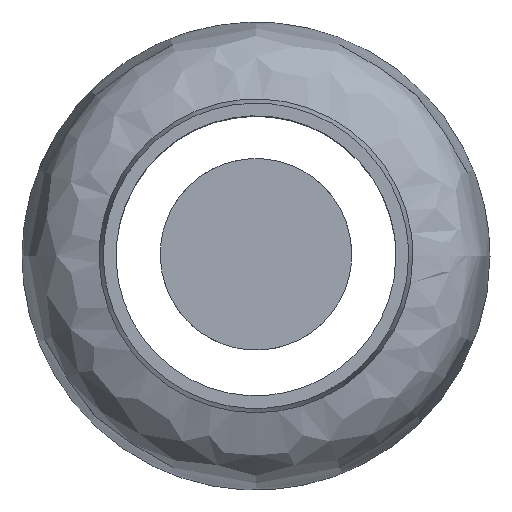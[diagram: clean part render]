
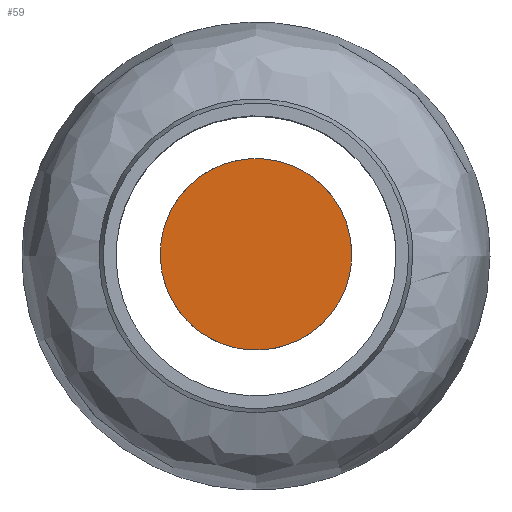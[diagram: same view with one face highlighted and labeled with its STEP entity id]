
A CAD part, top view. The second image highlights one B-rep face of the part: STEP entity #59.
In plain terms, the highlighted planar face has unit normal (0, 0, 1).
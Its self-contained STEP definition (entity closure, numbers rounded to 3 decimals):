
#59=ADVANCED_FACE('',(#78),#248,.T.);
#78=FACE_OUTER_BOUND('',#97,.T.);
#97=EDGE_LOOP('',(#119));
#119=ORIENTED_EDGE('',*,*,#179,.T.);
#179=EDGE_CURVE('',#231,#231,#211,.T.);
#211=(
BOUNDED_CURVE()
B_SPLINE_CURVE(2,(#351,#352,#353,#354,#355,#356,#357,#358,#359),
 .UNSPECIFIED.,.T.,.F.)
B_SPLINE_CURVE_WITH_KNOTS((3,2,2,2,3),(0.,3.534,7.069,
10.603,14.137),.UNSPECIFIED.)
CURVE()
GEOMETRIC_REPRESENTATION_ITEM()
RATIONAL_B_SPLINE_CURVE((1.,0.707,1.,0.707,1.,0.707,
1.,0.707,1.))
REPRESENTATION_ITEM('')
);
#231=VERTEX_POINT('',#348);
#248=PLANE('',#287);
#287=AXIS2_PLACEMENT_3D('',#319,#294,$);
#294=DIRECTION('',(0.,0.,1.));
#319=CARTESIAN_POINT('',(-71.438,-71.438,722.525));
#348=CARTESIAN_POINT('',(57.15,0.,722.525));
#351=CARTESIAN_POINT('',(57.15,0.,722.525));
#352=CARTESIAN_POINT('',(57.15,57.15,722.525));
#353=CARTESIAN_POINT('',(0.,57.15,722.525));
#354=CARTESIAN_POINT('',(-57.15,57.15,722.525));
#355=CARTESIAN_POINT('',(-57.15,0.,722.525));
#356=CARTESIAN_POINT('',(-57.15,-57.15,722.525));
#357=CARTESIAN_POINT('',(0.,-57.15,722.525));
#358=CARTESIAN_POINT('',(57.15,-57.15,722.525));
#359=CARTESIAN_POINT('',(57.15,0.,722.525));
